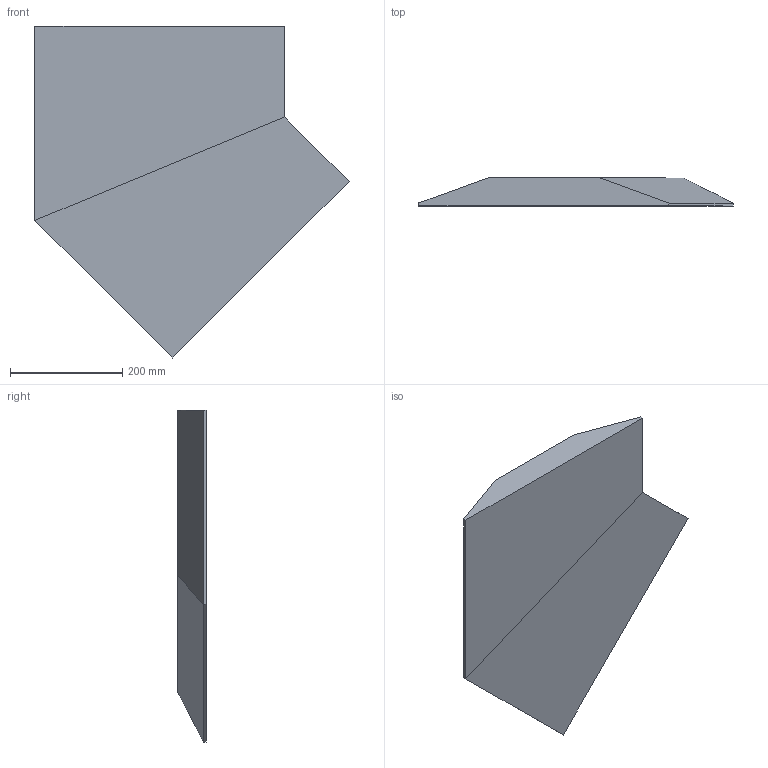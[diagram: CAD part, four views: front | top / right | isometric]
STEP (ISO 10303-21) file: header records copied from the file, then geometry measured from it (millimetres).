
FILE_DESCRIPTION (( 'STEP AP214' ), '1' );
FILE_NAME ('BL5-32-RT.STEP', '2024-09-20T13:27:49', ( '' ), ( '' ), 'SwSTEP 2.0', 'SolidWorks 2024', '' );
FILE_SCHEMA (( 'AUTOMOTIVE_DESIGN' ));
Length unit declared in the file: millimetre
Products named in the file (1): BL5-32-RT
Bounding box: 559.58 x 50 x 591.28 mm (x, y, z)
Volume: 8409873.2 mm3; surface area: 514321.2 mm2
Topology: 1 solids, 1 shells, 127 faces, 336 edges, 222 vertices
Faces by surface type: plane 87, bspline 40
Entity records: 5935 total; most frequent: CARTESIAN_POINT 3048, ORIENTED_EDGE 672, DIRECTION 426, EDGE_CURVE 336, VECTOR 250, LINE 250, VERTEX_POINT 222, EDGE_LOOP 138
